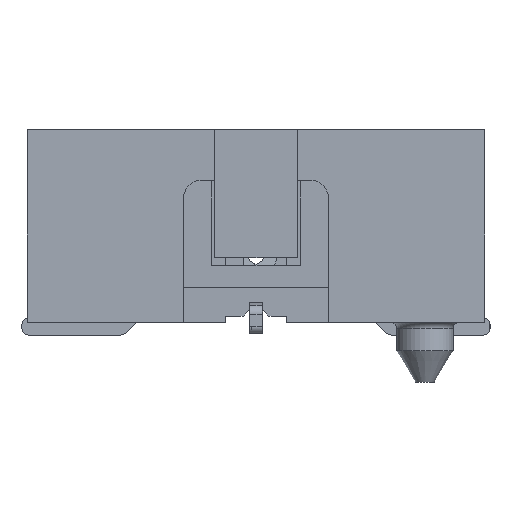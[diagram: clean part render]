
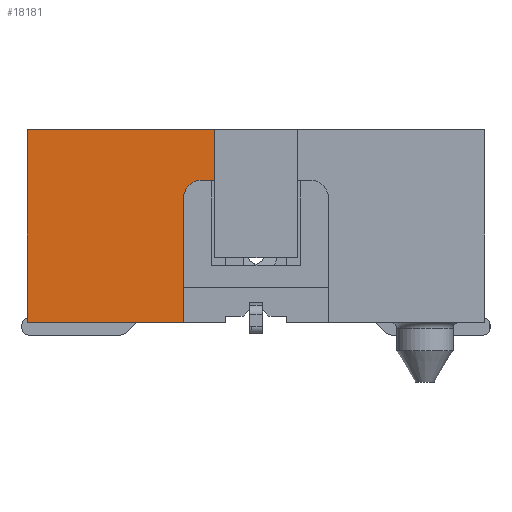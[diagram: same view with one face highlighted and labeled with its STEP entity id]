
A CAD part, left-side view. The second image highlights one B-rep face of the part: STEP entity #18181.
In plain terms, the highlighted planar face has unit normal (-1, 0, 0).
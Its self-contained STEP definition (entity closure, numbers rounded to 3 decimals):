
#14756=CARTESIAN_POINT('',(-10.655,3.62,0.));
#14757=VERTEX_POINT('',#14756);
#14806=CARTESIAN_POINT('',(-10.655,3.62,-3.05));
#14807=VERTEX_POINT('',#14806);
#14814=CARTESIAN_POINT('',(-10.655,3.62,-3.05));
#14815=DIRECTION('',(0.,0.,1.));
#14816=VECTOR('',#14815,3.05);
#14817=LINE('',#14814,#14816);
#14818=EDGE_CURVE('',#14807,#14757,#14817,.T.);
#18126=CARTESIAN_POINT('',(-10.655,2.135,-1.525));
#18127=DIRECTION('',(0.,1.,0.));
#18128=DIRECTION('',(-1.,0.,0.));
#18129=AXIS2_PLACEMENT_3D('',#18126,#18128,#18127);
#18130=PLANE('',#18129);
#18131=ORIENTED_EDGE('',*,*,#14818,.F.);
#18132=CARTESIAN_POINT('',(-10.655,1.15,-3.05));
#18133=VERTEX_POINT('',#18132);
#18134=CARTESIAN_POINT('',(-10.655,1.15,-3.05));
#18135=DIRECTION('',(0.,1.,0.));
#18136=VECTOR('',#18135,2.47);
#18137=LINE('',#18134,#18136);
#18138=EDGE_CURVE('',#18133,#14807,#18137,.T.);
#18139=ORIENTED_EDGE('',*,*,#18138,.F.);
#18140=CARTESIAN_POINT('',(-10.655,1.15,-1.1));
#18141=VERTEX_POINT('',#18140);
#18142=CARTESIAN_POINT('',(-10.655,1.15,-3.05));
#18143=DIRECTION('',(0.,0.,1.));
#18144=VECTOR('',#18143,1.95);
#18145=LINE('',#18142,#18144);
#18146=EDGE_CURVE('',#18133,#18141,#18145,.T.);
#18147=ORIENTED_EDGE('',*,*,#18146,.T.);
#18148=CARTESIAN_POINT('',(-10.655,0.85,-0.8));
#18149=VERTEX_POINT('',#18148);
#18150=CARTESIAN_POINT('',(-10.655,0.85,-1.1));
#18151=DIRECTION('',(0.,1.,0.));
#18152=DIRECTION('',(1.,0.,0.));
#18153=AXIS2_PLACEMENT_3D('',#18150,#18152,#18151);
#18154=CIRCLE('',#18153,0.3);
#18155=EDGE_CURVE('',#18141,#18149,#18154,.T.);
#18156=ORIENTED_EDGE('',*,*,#18155,.T.);
#18157=CARTESIAN_POINT('',(-10.655,0.65,-0.8));
#18158=VERTEX_POINT('',#18157);
#18159=CARTESIAN_POINT('',(-10.655,0.85,-0.8));
#18160=DIRECTION('',(0.,-1.,0.));
#18161=VECTOR('',#18160,0.2);
#18162=LINE('',#18159,#18161);
#18163=EDGE_CURVE('',#18149,#18158,#18162,.T.);
#18164=ORIENTED_EDGE('',*,*,#18163,.T.);
#18165=CARTESIAN_POINT('',(-10.655,0.65,0.));
#18166=VERTEX_POINT('',#18165);
#18167=CARTESIAN_POINT('',(-10.655,0.65,-0.8));
#18168=DIRECTION('',(0.,0.,1.));
#18169=VECTOR('',#18168,0.8);
#18170=LINE('',#18167,#18169);
#18171=EDGE_CURVE('',#18158,#18166,#18170,.T.);
#18172=ORIENTED_EDGE('',*,*,#18171,.T.);
#18173=CARTESIAN_POINT('',(-10.655,0.65,0.));
#18174=DIRECTION('',(0.,1.,0.));
#18175=VECTOR('',#18174,2.97);
#18176=LINE('',#18173,#18175);
#18177=EDGE_CURVE('',#18166,#14757,#18176,.T.);
#18178=ORIENTED_EDGE('',*,*,#18177,.T.);
#18179=EDGE_LOOP('',(#18131,#18139,#18147,#18156,#18164,#18172,#18178));
#18180=FACE_OUTER_BOUND('',#18179,.T.);
#18181=ADVANCED_FACE('',(#18180),#18130,.T.);
